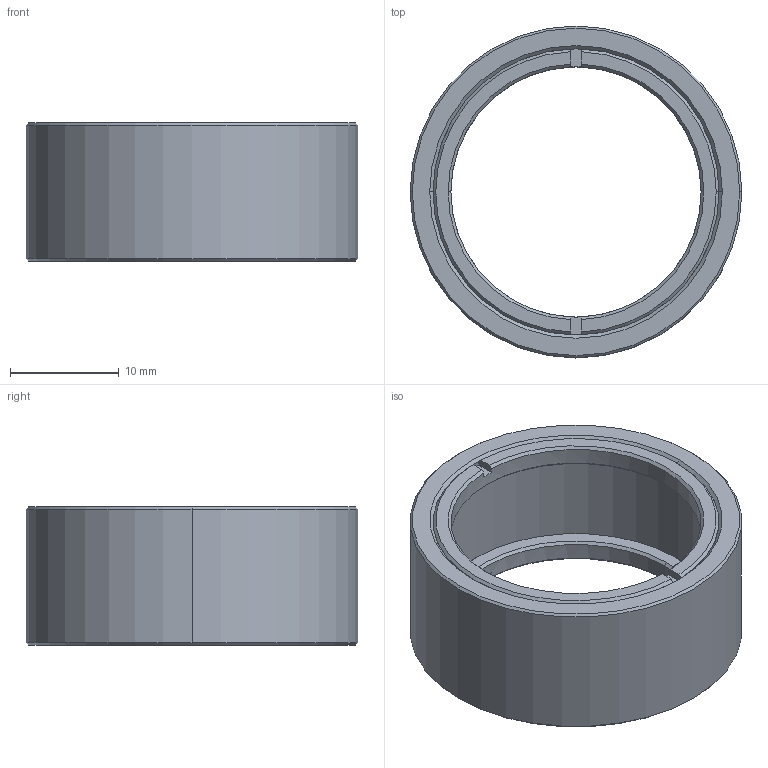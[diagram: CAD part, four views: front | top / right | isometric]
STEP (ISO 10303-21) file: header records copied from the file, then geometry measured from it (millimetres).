
FILE_DESCRIPTION (( 'STEP AP214' ), '1' );
FILE_NAME ('1.7.2.7_ZTZ-1-0.5_SM1标准型0.5英寸直筒式透镜套筒.STEP', '2021-07-27T08:24:17', ( 'Microsoft' ), ( 'Microsoft' ), 'SwSTEP 2.0', 'SolidWorks 2018', '' );
FILE_SCHEMA (( 'AUTOMOTIVE_DESIGN' ));
Length unit declared in the file: millimetre
Products named in the file (1): 1.7.2.7_ZTZ-1-0.5_SM1标准型0.5英寸直筒式透镜套筒
Bounding box: 30.5 x 30.5 x 12.7 mm (x, y, z)
Surface area: 3630.6 mm2 (no closed solid volume)
Topology: 0 solids, 3 shells, 60 faces, 148 edges, 92 vertices
Faces by surface type: cone 28, plane 20, cylinder 12
Entity records: 2485 total; most frequent: CARTESIAN_POINT 349, DIRECTION 322, ORIENTED_EDGE 296, EDGE_CURVE 148, AXIS2_PLACEMENT_3D 129, VERTEX_POINT 92, CIRCLE 68, VECTOR 64
